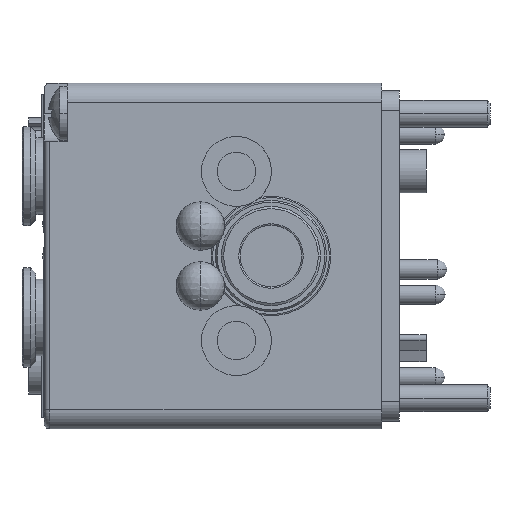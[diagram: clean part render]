
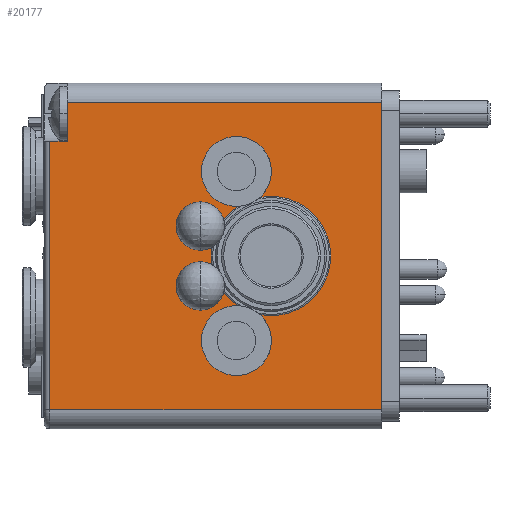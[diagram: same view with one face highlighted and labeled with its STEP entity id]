
A CAD part, left-side view. The second image highlights one B-rep face of the part: STEP entity #20177.
In plain terms, the highlighted planar face has unit normal (-1, 0, 0).
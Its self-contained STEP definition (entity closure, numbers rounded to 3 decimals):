
#283=CARTESIAN_POINT('',(0.,25.9,18.6));
#284=DIRECTION('',(1.,0.,0.));
#285=DIRECTION('',(0.,0.,-1.));
#286=AXIS2_PLACEMENT_3D('',#283,#284,#285);
#291=CARTESIAN_POINT('',(0.,25.9,18.6));
#292=DIRECTION('',(1.,0.,0.));
#293=DIRECTION('',(0.,0.,1.));
#294=AXIS2_PLACEMENT_3D('',#291,#292,#293);
#299=CARTESIAN_POINT('',(0.,25.9,26.4));
#300=DIRECTION('',(1.,0.,0.));
#301=DIRECTION('',(0.,0.,-1.));
#302=AXIS2_PLACEMENT_3D('',#299,#300,#301);
#307=CARTESIAN_POINT('',(0.,25.9,26.4));
#308=DIRECTION('',(1.,0.,0.));
#309=DIRECTION('',(0.,0.,1.));
#310=AXIS2_PLACEMENT_3D('',#307,#308,#309);
#315=CARTESIAN_POINT('',(0.,21.2,33.5));
#316=DIRECTION('',(1.,0.,0.));
#317=DIRECTION('',(0.,-0.042,-0.999));
#318=AXIS2_PLACEMENT_3D('',#315,#316,#317);
#323=CARTESIAN_POINT('',(0.,16.7,22.5));
#324=DIRECTION('',(1.,0.,0.));
#325=DIRECTION('',(0.,1.,0.));
#326=AXIS2_PLACEMENT_3D('',#323,#324,#325);
#331=CARTESIAN_POINT('',(0.,16.7,22.5));
#332=DIRECTION('',(1.,0.,0.));
#333=DIRECTION('',(0.,0.555,-0.832));
#334=AXIS2_PLACEMENT_3D('',#331,#332,#333);
#339=CARTESIAN_POINT('',(0.,21.2,11.5));
#340=DIRECTION('',(1.,0.,0.));
#341=DIRECTION('',(0.,0.,1.));
#342=AXIS2_PLACEMENT_3D('',#339,#340,#341);
#347=CARTESIAN_POINT('',(0.,21.2,11.5));
#348=DIRECTION('',(1.,0.,0.));
#349=DIRECTION('',(0.,0.,-1.));
#350=AXIS2_PLACEMENT_3D('',#347,#348,#349);
#355=CARTESIAN_POINT('',(0.,21.2,11.5));
#356=DIRECTION('',(1.,0.,0.));
#357=DIRECTION('',(0.,-0.671,0.742));
#358=AXIS2_PLACEMENT_3D('',#355,#356,#357);
#363=CARTESIAN_POINT('',(0.,16.7,22.5));
#364=DIRECTION('',(1.,0.,0.));
#365=DIRECTION('',(0.,-1.,0.));
#366=AXIS2_PLACEMENT_3D('',#363,#364,#365);
#371=CARTESIAN_POINT('',(0.,16.7,22.5));
#372=DIRECTION('',(1.,0.,0.));
#373=DIRECTION('',(0.,0.187,0.982));
#374=AXIS2_PLACEMENT_3D('',#371,#372,#373);
#379=CARTESIAN_POINT('',(0.,21.2,33.5));
#380=DIRECTION('',(1.,0.,0.));
#381=DIRECTION('',(0.,0.,1.));
#382=AXIS2_PLACEMENT_3D('',#379,#380,#381);
#387=CARTESIAN_POINT('',(0.,21.2,33.5));
#388=DIRECTION('',(1.,0.,0.));
#389=DIRECTION('',(0.,0.,-1.));
#390=AXIS2_PLACEMENT_3D('',#387,#388,#389);
#402=DIRECTION('',(0.,1.,0.));
#403=VECTOR('',#402,43.2);
#404=CARTESIAN_POINT('',(0.,2.3,2.5));
#405=LINE('',#404,#403);
#1146=DIRECTION('',(0.,0.,-1.));
#1147=VECTOR('',#1146,40.);
#1148=CARTESIAN_POINT('',(0.,2.3,42.5));
#1149=LINE('',#1148,#1147);
#1192=DIRECTION('',(0.,-1.,0.));
#1193=VECTOR('',#1192,40.9);
#1194=CARTESIAN_POINT('',(0.,43.2,42.5));
#1195=LINE('',#1194,#1193);
#1214=DIRECTION('',(0.,0.,1.));
#1215=VECTOR('',#1214,5.1);
#1216=CARTESIAN_POINT('',(0.,43.2,37.4));
#1217=LINE('',#1216,#1215);
#1444=DIRECTION('',(0.,-1.,0.));
#1445=VECTOR('',#1444,2.3);
#1446=CARTESIAN_POINT('',(0.,45.5,37.4));
#1447=LINE('',#1446,#1445);
#1451=DIRECTION('',(0.,0.,1.));
#1452=VECTOR('',#1451,34.9);
#1453=CARTESIAN_POINT('',(0.,45.5,2.5));
#1454=LINE('',#1453,#1452);
#16168=CARTESIAN_POINT('',(0.,18.149,30.125));
#16891=CARTESIAN_POINT('',(0.,25.9,16.625));
#16892=VERTEX_POINT('',#16891);
#16893=CARTESIAN_POINT('',(0.,25.9,20.575));
#16894=VERTEX_POINT('',#16893);
#16933=CARTESIAN_POINT('',(0.,25.9,24.425));
#16934=VERTEX_POINT('',#16933);
#16935=CARTESIAN_POINT('',(0.,25.9,28.375));
#16936=VERTEX_POINT('',#16935);
#17001=CARTESIAN_POINT('',(0.,24.461,22.5));
#17002=VERTEX_POINT('',#17001);
#17003=CARTESIAN_POINT('',(0.,21.01,16.046));
#17004=VERTEX_POINT('',#17003);
#17020=CARTESIAN_POINT('',(0.,21.2,6.95));
#17022=VERTEX_POINT('',#17020);
#17023=CARTESIAN_POINT('',(0.,18.149,14.875));
#17024=VERTEX_POINT('',#17023);
#17028=CARTESIAN_POINT('',(0.,21.2,16.05));
#17029=VERTEX_POINT('',#17028);
#17036=CARTESIAN_POINT('',(0.,8.939,22.5));
#17037=VERTEX_POINT('',#17036);
#17047=CARTESIAN_POINT('',(0.,21.2,28.95));
#17049=VERTEX_POINT('',#17047);
#17050=CARTESIAN_POINT('',(0.,21.01,28.954));
#17051=VERTEX_POINT('',#17050);
#17059=VERTEX_POINT('',#16168);
#17060=CARTESIAN_POINT('',(0.,21.2,38.05));
#17061=VERTEX_POINT('',#17060);
#19636=CARTESIAN_POINT('',(0.,43.2,37.4));
#19637=VERTEX_POINT('',#19636);
#19638=CARTESIAN_POINT('',(0.,43.2,42.5));
#19639=VERTEX_POINT('',#19638);
#19679=CARTESIAN_POINT('',(0.,45.5,37.4));
#19681=VERTEX_POINT('',#19679);
#19698=CARTESIAN_POINT('',(0.,2.3,42.5));
#19699=VERTEX_POINT('',#19698);
#19712=CARTESIAN_POINT('',(0.,2.3,2.5));
#19713=CARTESIAN_POINT('',(0.,45.5,2.5));
#19714=VERTEX_POINT('',#19712);
#19715=VERTEX_POINT('',#19713);
#20126=CARTESIAN_POINT('',(0.,2.3,42.5));
#20127=DIRECTION('',(-1.,0.,0.));
#20128=DIRECTION('',(0.,0.,1.));
#20129=AXIS2_PLACEMENT_3D('',#20126,#20127,#20128);
#20130=PLANE('',#20129);
#20132=ORIENTED_EDGE('',*,*,#20131,.T.);
#20134=ORIENTED_EDGE('',*,*,#20133,.T.);
#20136=ORIENTED_EDGE('',*,*,#20135,.T.);
#20138=ORIENTED_EDGE('',*,*,#20137,.T.);
#20140=ORIENTED_EDGE('',*,*,#20139,.T.);
#20142=ORIENTED_EDGE('',*,*,#20141,.T.);
#20143=EDGE_LOOP('',(#20132,#20134,#20136,#20138,#20140,#20142));
#20144=FACE_OUTER_BOUND('',#20143,.F.);
#20145=ORIENTED_EDGE('',*,*,#20105,.F.);
#20146=ORIENTED_EDGE('',*,*,#20121,.F.);
#20147=EDGE_LOOP('',(#20145,#20146));
#20148=FACE_BOUND('',#20147,.F.);
#20150=ORIENTED_EDGE('',*,*,#20149,.F.);
#20152=ORIENTED_EDGE('',*,*,#20151,.F.);
#20153=EDGE_LOOP('',(#20150,#20152));
#20154=FACE_BOUND('',#20153,.F.);
#20156=ORIENTED_EDGE('',*,*,#20155,.F.);
#20158=ORIENTED_EDGE('',*,*,#20157,.F.);
#20160=ORIENTED_EDGE('',*,*,#20159,.F.);
#20162=ORIENTED_EDGE('',*,*,#20161,.F.);
#20164=ORIENTED_EDGE('',*,*,#20163,.F.);
#20166=ORIENTED_EDGE('',*,*,#20165,.F.);
#20168=ORIENTED_EDGE('',*,*,#20167,.F.);
#20170=ORIENTED_EDGE('',*,*,#20169,.F.);
#20172=ORIENTED_EDGE('',*,*,#20171,.F.);
#20174=ORIENTED_EDGE('',*,*,#20173,.F.);
#20175=EDGE_LOOP('',(#20156,#20158,#20160,#20162,#20164,#20166,#20168,#20170,
#20172,#20174));
#20176=FACE_BOUND('',#20175,.F.);
#20177=ADVANCED_FACE('',(#20144,#20148,#20154,#20176),#20130,.T.);
#287=CIRCLE('',#286,1.975);
#295=CIRCLE('',#294,1.975);
#303=CIRCLE('',#302,1.975);
#311=CIRCLE('',#310,1.975);
#319=CIRCLE('',#318,4.55);
#327=CIRCLE('',#326,7.761);
#335=CIRCLE('',#334,7.761);
#343=CIRCLE('',#342,4.55);
#351=CIRCLE('',#350,4.55);
#359=CIRCLE('',#358,4.55);
#367=CIRCLE('',#366,7.761);
#375=CIRCLE('',#374,7.761);
#383=CIRCLE('',#382,4.55);
#391=CIRCLE('',#390,4.55);
#20105=EDGE_CURVE('',#16892,#16894,#287,.T.);
#20121=EDGE_CURVE('',#16894,#16892,#295,.T.);
#20131=EDGE_CURVE('',#19714,#19715,#405,.T.);
#20133=EDGE_CURVE('',#19715,#19681,#1454,.T.);
#20135=EDGE_CURVE('',#19681,#19637,#1447,.T.);
#20137=EDGE_CURVE('',#19637,#19639,#1217,.T.);
#20139=EDGE_CURVE('',#19639,#19699,#1195,.T.);
#20141=EDGE_CURVE('',#19699,#19714,#1149,.T.);
#20149=EDGE_CURVE('',#16934,#16936,#303,.T.);
#20151=EDGE_CURVE('',#16936,#16934,#311,.T.);
#20155=EDGE_CURVE('',#17051,#17049,#319,.T.);
#20157=EDGE_CURVE('',#17002,#17051,#327,.T.);
#20159=EDGE_CURVE('',#17004,#17002,#335,.T.);
#20161=EDGE_CURVE('',#17029,#17004,#343,.T.);
#20163=EDGE_CURVE('',#17022,#17029,#351,.T.);
#20165=EDGE_CURVE('',#17024,#17022,#359,.T.);
#20167=EDGE_CURVE('',#17037,#17024,#367,.T.);
#20169=EDGE_CURVE('',#17059,#17037,#375,.T.);
#20171=EDGE_CURVE('',#17061,#17059,#383,.T.);
#20173=EDGE_CURVE('',#17049,#17061,#391,.T.);
